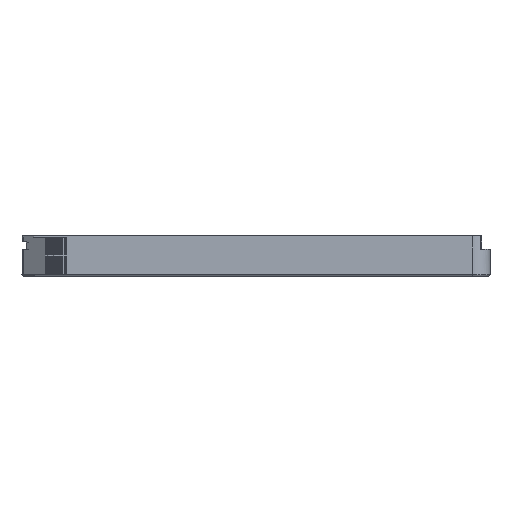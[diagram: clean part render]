
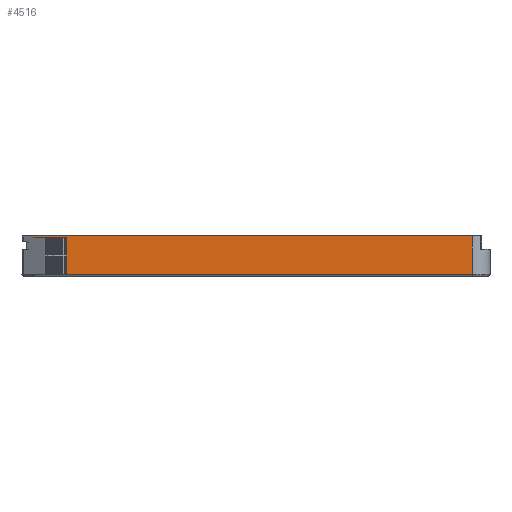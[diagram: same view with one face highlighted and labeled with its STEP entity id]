
A CAD part, left-side view. The second image highlights one B-rep face of the part: STEP entity #4516.
In plain terms, the highlighted planar face has unit normal (-1, 0, 0).
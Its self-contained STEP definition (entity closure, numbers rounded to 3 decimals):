
#143 = VECTOR ( 'NONE', #1125, 1000. ) ;
#469 = EDGE_CURVE ( 'NONE', #5244, #3412, #4881, .T. ) ;
#529 = DIRECTION ( 'NONE',  ( 0., 0., 1. ) ) ;
#888 = EDGE_CURVE ( 'NONE', #5244, #6508, #4832, .T. ) ;
#1089 = CARTESIAN_POINT ( 'NONE',  ( -55.1, -2.5, -134.583 ) ) ;
#1125 = DIRECTION ( 'NONE',  ( 0., 0., 1. ) ) ;
#1277 = DIRECTION ( 'NONE',  ( 0., -1., 0. ) ) ;
#1337 = ORIENTED_EDGE ( 'NONE', *, *, #1343, .F. ) ;
#1343 = EDGE_CURVE ( 'NONE', #3920, #3412, #3275, .T. ) ;
#1495 = CARTESIAN_POINT ( 'NONE',  ( -55.1, 72.5, -76.683 ) ) ;
#1521 = ORIENTED_EDGE ( 'NONE', *, *, #5318, .T. ) ;
#1566 = ORIENTED_EDGE ( 'NONE', *, *, #888, .F. ) ;
#1683 = VECTOR ( 'NONE', #529, 1000. ) ;
#1869 = DIRECTION ( 'NONE',  ( 0., -1., 0. ) ) ;
#1910 = EDGE_LOOP ( 'NONE', ( #5893, #3820, #1521, #1566, #3283, #1337 ) ) ;
#1955 = CARTESIAN_POINT ( 'NONE',  ( -55.1, 72.5, -136.183 ) ) ;
#2082 = CARTESIAN_POINT ( 'NONE',  ( -55.1, -2.5, -142.483 ) ) ;
#2200 = CARTESIAN_POINT ( 'NONE',  ( -55.1, 66.95, -142.783 ) ) ;
#2461 = FACE_OUTER_BOUND ( 'NONE', #1910, .T. ) ;
#2829 = VECTOR ( 'NONE', #5829, 1000. ) ;
#2995 = DIRECTION ( 'NONE',  ( 0., 1., 0. ) ) ;
#3061 = CARTESIAN_POINT ( 'NONE',  ( -55.1, 66.95, -136.183 ) ) ;
#3092 = LINE ( 'NONE', #1495, #1683 ) ;
#3253 = CARTESIAN_POINT ( 'NONE',  ( -55.1, 34.5, -142.483 ) ) ;
#3275 = LINE ( 'NONE', #1089, #3917 ) ;
#3283 = ORIENTED_EDGE ( 'NONE', *, *, #469, .T. ) ;
#3296 = CARTESIAN_POINT ( 'NONE',  ( -55.1, 72.5, -135.883 ) ) ;
#3412 = VERTEX_POINT ( 'NONE', #2082 ) ;
#3820 = ORIENTED_EDGE ( 'NONE', *, *, #6533, .F. ) ;
#3877 = CARTESIAN_POINT ( 'NONE',  ( -55.1, 75.45, -136.183 ) ) ;
#3917 = VECTOR ( 'NONE', #4269, 1000. ) ;
#3920 = VERTEX_POINT ( 'NONE', #5083 ) ;
#3934 = DIRECTION ( 'NONE',  ( -1., 0., 0. ) ) ;
#3964 = PLANE ( 'NONE',  #4664 ) ;
#4269 = DIRECTION ( 'NONE',  ( 0., 0., -1. ) ) ;
#4493 = CARTESIAN_POINT ( 'NONE',  ( -55.1, 72.5, -135.883 ) ) ;
#4516 = ADVANCED_FACE ( 'NONE', ( #2461 ), #3964, .T. ) ;
#4664 = AXIS2_PLACEMENT_3D ( 'NONE', #6029, #3934, #2995 ) ;
#4832 = LINE ( 'NONE', #2200, #143 ) ;
#4881 = LINE ( 'NONE', #3253, #2829 ) ;
#5020 = LINE ( 'NONE', #3877, #5863 ) ;
#5083 = CARTESIAN_POINT ( 'NONE',  ( -55.1, -2.5, -135.883 ) ) ;
#5210 = VECTOR ( 'NONE', #1277, 1000. ) ;
#5244 = VERTEX_POINT ( 'NONE', #5325 ) ;
#5318 = EDGE_CURVE ( 'NONE', #6376, #6508, #5020, .T. ) ;
#5325 = CARTESIAN_POINT ( 'NONE',  ( -55.1, 66.95, -142.483 ) ) ;
#5392 = EDGE_CURVE ( 'NONE', #6630, #3920, #5973, .T. ) ;
#5829 = DIRECTION ( 'NONE',  ( 0., -1., 0. ) ) ;
#5863 = VECTOR ( 'NONE', #1869, 1000. ) ;
#5893 = ORIENTED_EDGE ( 'NONE', *, *, #5392, .F. ) ;
#5973 = LINE ( 'NONE', #4493, #5210 ) ;
#6029 = CARTESIAN_POINT ( 'NONE',  ( -55.1, -2.5, -134.583 ) ) ;
#6376 = VERTEX_POINT ( 'NONE', #1955 ) ;
#6508 = VERTEX_POINT ( 'NONE', #3061 ) ;
#6533 = EDGE_CURVE ( 'NONE', #6376, #6630, #3092, .T. ) ;
#6630 = VERTEX_POINT ( 'NONE', #3296 ) ;
